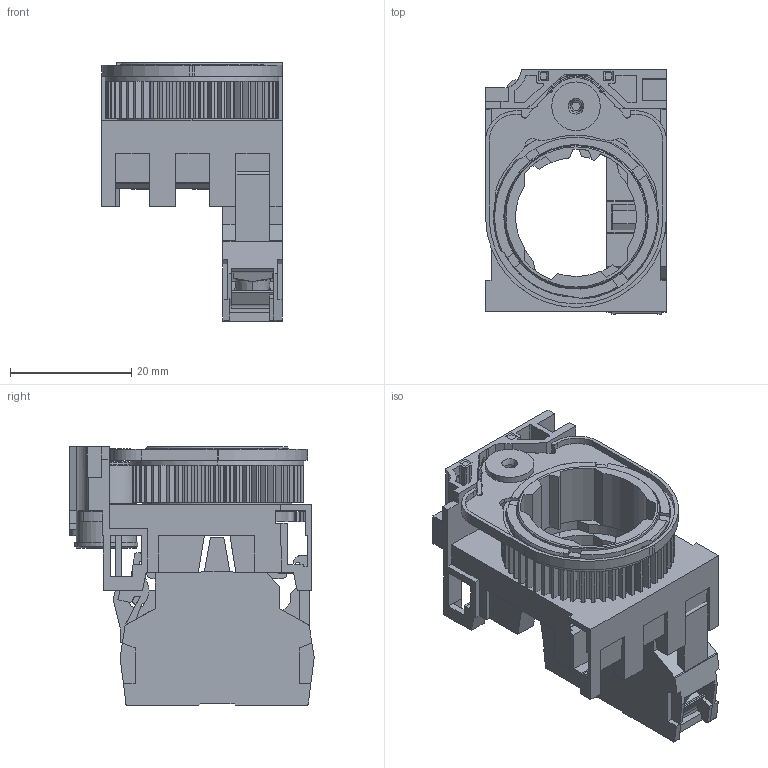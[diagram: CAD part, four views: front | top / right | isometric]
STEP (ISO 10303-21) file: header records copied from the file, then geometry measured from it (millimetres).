
FILE_DESCRIPTION(('STEP AP214'),'1');
FILE_NAME('cctmp_450742FA-376A-4DDF-BAD5-5D43701C317C_2025_10_07_17_54_18_0804..stp','2025-10-07T15:54:20',('SIEMENS A&D'),('CADClick - www.CADClick.com'),'Spatial InterOp 3D postprocessed',' ','unknown authorization');
FILE_SCHEMA(('AUTOMOTIVE_DESIGN'));
Length unit declared in the file: millimetre
Products named in the file (3): cc_unnamed; 0_1; 0
Assembly tree (2 placements, depth 2):
  cc_unnamed
    0_1
    0
Bounding box: 29.8 x 40.28 x 42.55 mm (x, y, z)
Volume: 13839.3 mm3; surface area: 16435.7 mm2
Topology: 2 solids, 2 shells, 2029 faces, 5773 edges, 3787 vertices
Faces by surface type: plane 1502, cylinder 475, cone 44, torus 8
Entity records: 72218 total; most frequent: CARTESIAN_POINT 11945, ORIENTED_EDGE 11542, DIRECTION 11197, EDGE_CURVE 5771, LINE 4327, VECTOR 4327, VERTEX_POINT 3787, AXIS2_PLACEMENT_3D 3435
